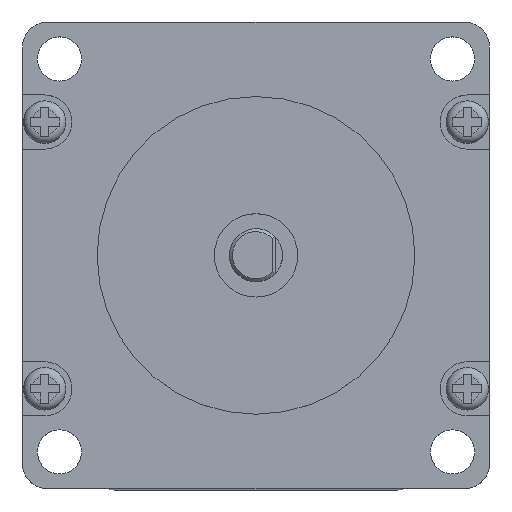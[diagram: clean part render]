
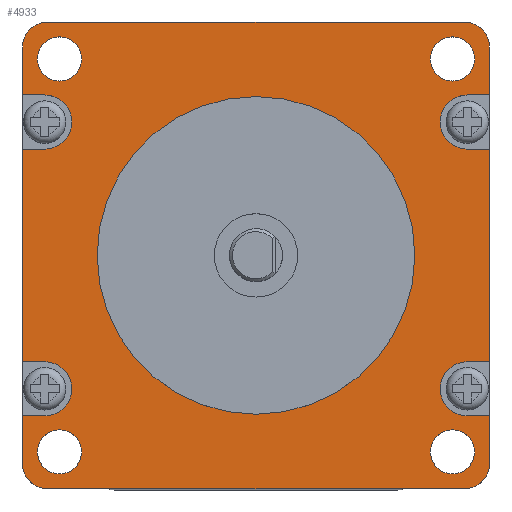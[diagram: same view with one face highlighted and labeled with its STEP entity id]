
A CAD part, top view. The second image highlights one B-rep face of the part: STEP entity #4933.
In plain terms, the highlighted planar face has unit normal (0, 0, 1).
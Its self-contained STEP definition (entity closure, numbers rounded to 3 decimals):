
#168=FACE_BOUND('',#1769,.T.);
#169=FACE_BOUND('',#1770,.T.);
#170=FACE_BOUND('',#1771,.T.);
#171=FACE_BOUND('',#1772,.T.);
#172=FACE_BOUND('',#1773,.T.);
#252=PLANE('',#5381);
#527=LINE('',#7622,#980);
#531=LINE('',#7630,#984);
#535=LINE('',#7638,#988);
#558=LINE('',#7709,#1011);
#567=LINE('',#7726,#1020);
#571=LINE('',#7734,#1024);
#575=LINE('',#7742,#1028);
#586=LINE('',#7768,#1039);
#627=LINE('',#7900,#1080);
#628=LINE('',#7903,#1081);
#629=LINE('',#7905,#1082);
#630=LINE('',#7908,#1083);
#631=LINE('',#7912,#1084);
#632=LINE('',#7915,#1085);
#633=LINE('',#7917,#1086);
#634=LINE('',#7920,#1087);
#980=VECTOR('',#6179,10.);
#984=VECTOR('',#6183,10.);
#988=VECTOR('',#6187,10.);
#1011=VECTOR('',#6252,10.);
#1020=VECTOR('',#6273,10.);
#1024=VECTOR('',#6277,10.);
#1028=VECTOR('',#6281,10.);
#1039=VECTOR('',#6308,10.);
#1080=VECTOR('',#6487,10.);
#1081=VECTOR('',#6490,10.);
#1082=VECTOR('',#6491,10.);
#1083=VECTOR('',#6494,10.);
#1084=VECTOR('',#6499,10.);
#1085=VECTOR('',#6502,10.);
#1086=VECTOR('',#6503,10.);
#1087=VECTOR('',#6506,10.);
#1494=FACE_OUTER_BOUND('',#1768,.T.);
#1768=EDGE_LOOP('',(#4182,#4183,#4184,#4185,#4186,#4187,#4188,#4189,#4190,
#4191,#4192,#4193,#4194,#4195,#4196,#4197,#4198,#4199,#4200,#4201,#4202,
#4203,#4204,#4205));
#1769=EDGE_LOOP('',(#4206));
#1770=EDGE_LOOP('',(#4207));
#1771=EDGE_LOOP('',(#4208));
#1772=EDGE_LOOP('',(#4209));
#1773=EDGE_LOOP('',(#4210));
#2054=CIRCLE('',#5380,3.);
#2055=CIRCLE('',#5382,3.25);
#2056=CIRCLE('',#5383,3.25);
#2057=CIRCLE('',#5384,3.);
#2058=CIRCLE('',#5385,3.);
#2059=CIRCLE('',#5386,3.25);
#2060=CIRCLE('',#5387,3.25);
#2061=CIRCLE('',#5388,3.);
#2062=CIRCLE('',#5389,2.65);
#2063=CIRCLE('',#5390,2.65);
#2064=CIRCLE('',#5391,2.65);
#2065=CIRCLE('',#5392,2.65);
#2066=CIRCLE('',#5393,19.05);
#2347=VERTEX_POINT('',#7619);
#2348=VERTEX_POINT('',#7621);
#2351=VERTEX_POINT('',#7627);
#2352=VERTEX_POINT('',#7629);
#2355=VERTEX_POINT('',#7635);
#2356=VERTEX_POINT('',#7637);
#2382=VERTEX_POINT('',#7706);
#2383=VERTEX_POINT('',#7708);
#2384=VERTEX_POINT('',#7723);
#2385=VERTEX_POINT('',#7725);
#2388=VERTEX_POINT('',#7731);
#2389=VERTEX_POINT('',#7733);
#2392=VERTEX_POINT('',#7739);
#2393=VERTEX_POINT('',#7741);
#2399=VERTEX_POINT('',#7765);
#2400=VERTEX_POINT('',#7767);
#2414=VERTEX_POINT('',#7899);
#2415=VERTEX_POINT('',#7901);
#2416=VERTEX_POINT('',#7904);
#2417=VERTEX_POINT('',#7906);
#2418=VERTEX_POINT('',#7911);
#2419=VERTEX_POINT('',#7913);
#2420=VERTEX_POINT('',#7916);
#2421=VERTEX_POINT('',#7918);
#2422=VERTEX_POINT('',#7922);
#2423=VERTEX_POINT('',#7924);
#2424=VERTEX_POINT('',#7926);
#2425=VERTEX_POINT('',#7928);
#2426=VERTEX_POINT('',#7930);
#2909=EDGE_CURVE('',#2348,#2347,#527,.T.);
#2913=EDGE_CURVE('',#2352,#2351,#531,.T.);
#2917=EDGE_CURVE('',#2356,#2355,#535,.T.);
#2956=EDGE_CURVE('',#2383,#2382,#558,.T.);
#2965=EDGE_CURVE('',#2385,#2384,#567,.T.);
#2969=EDGE_CURVE('',#2389,#2388,#571,.T.);
#2973=EDGE_CURVE('',#2393,#2392,#575,.T.);
#2986=EDGE_CURVE('',#2400,#2399,#586,.T.);
#3039=EDGE_CURVE('',#2393,#2399,#2054,.T.);
#3040=EDGE_CURVE('',#2392,#2414,#627,.T.);
#3041=EDGE_CURVE('',#2414,#2415,#2055,.T.);
#3042=EDGE_CURVE('',#2415,#2389,#628,.T.);
#3043=EDGE_CURVE('',#2388,#2416,#629,.T.);
#3044=EDGE_CURVE('',#2416,#2417,#2056,.T.);
#3045=EDGE_CURVE('',#2417,#2385,#630,.T.);
#3046=EDGE_CURVE('',#2383,#2384,#2057,.T.);
#3047=EDGE_CURVE('',#2356,#2382,#2058,.T.);
#3048=EDGE_CURVE('',#2355,#2418,#631,.T.);
#3049=EDGE_CURVE('',#2418,#2419,#2059,.T.);
#3050=EDGE_CURVE('',#2419,#2352,#632,.T.);
#3051=EDGE_CURVE('',#2351,#2420,#633,.T.);
#3052=EDGE_CURVE('',#2420,#2421,#2060,.T.);
#3053=EDGE_CURVE('',#2421,#2348,#634,.T.);
#3054=EDGE_CURVE('',#2400,#2347,#2061,.T.);
#3055=EDGE_CURVE('',#2422,#2422,#2062,.T.);
#3056=EDGE_CURVE('',#2423,#2423,#2063,.T.);
#3057=EDGE_CURVE('',#2424,#2424,#2064,.T.);
#3058=EDGE_CURVE('',#2425,#2425,#2065,.T.);
#3059=EDGE_CURVE('',#2426,#2426,#2066,.T.);
#4182=ORIENTED_EDGE('',*,*,#3039,.F.);
#4183=ORIENTED_EDGE('',*,*,#2973,.T.);
#4184=ORIENTED_EDGE('',*,*,#3040,.T.);
#4185=ORIENTED_EDGE('',*,*,#3041,.T.);
#4186=ORIENTED_EDGE('',*,*,#3042,.T.);
#4187=ORIENTED_EDGE('',*,*,#2969,.T.);
#4188=ORIENTED_EDGE('',*,*,#3043,.T.);
#4189=ORIENTED_EDGE('',*,*,#3044,.T.);
#4190=ORIENTED_EDGE('',*,*,#3045,.T.);
#4191=ORIENTED_EDGE('',*,*,#2965,.T.);
#4192=ORIENTED_EDGE('',*,*,#3046,.F.);
#4193=ORIENTED_EDGE('',*,*,#2956,.T.);
#4194=ORIENTED_EDGE('',*,*,#3047,.F.);
#4195=ORIENTED_EDGE('',*,*,#2917,.T.);
#4196=ORIENTED_EDGE('',*,*,#3048,.T.);
#4197=ORIENTED_EDGE('',*,*,#3049,.T.);
#4198=ORIENTED_EDGE('',*,*,#3050,.T.);
#4199=ORIENTED_EDGE('',*,*,#2913,.T.);
#4200=ORIENTED_EDGE('',*,*,#3051,.T.);
#4201=ORIENTED_EDGE('',*,*,#3052,.T.);
#4202=ORIENTED_EDGE('',*,*,#3053,.T.);
#4203=ORIENTED_EDGE('',*,*,#2909,.T.);
#4204=ORIENTED_EDGE('',*,*,#3054,.F.);
#4205=ORIENTED_EDGE('',*,*,#2986,.T.);
#4206=ORIENTED_EDGE('',*,*,#3055,.T.);
#4207=ORIENTED_EDGE('',*,*,#3056,.T.);
#4208=ORIENTED_EDGE('',*,*,#3057,.T.);
#4209=ORIENTED_EDGE('',*,*,#3058,.T.);
#4210=ORIENTED_EDGE('',*,*,#3059,.T.);
#4933=ADVANCED_FACE('',(#1494,#168,#169,#170,#171,#172),#252,.T.);
#5380=AXIS2_PLACEMENT_3D('',#7897,#6483,#6484);
#5381=AXIS2_PLACEMENT_3D('',#7898,#6485,#6486);
#5382=AXIS2_PLACEMENT_3D('',#7902,#6488,#6489);
#5383=AXIS2_PLACEMENT_3D('',#7907,#6492,#6493);
#5384=AXIS2_PLACEMENT_3D('',#7909,#6495,#6496);
#5385=AXIS2_PLACEMENT_3D('',#7910,#6497,#6498);
#5386=AXIS2_PLACEMENT_3D('',#7914,#6500,#6501);
#5387=AXIS2_PLACEMENT_3D('',#7919,#6504,#6505);
#5388=AXIS2_PLACEMENT_3D('',#7921,#6507,#6508);
#5389=AXIS2_PLACEMENT_3D('',#7923,#6509,#6510);
#5390=AXIS2_PLACEMENT_3D('',#7925,#6511,#6512);
#5391=AXIS2_PLACEMENT_3D('',#7927,#6513,#6514);
#5392=AXIS2_PLACEMENT_3D('',#7929,#6515,#6516);
#5393=AXIS2_PLACEMENT_3D('',#7931,#6517,#6518);
#6179=DIRECTION('',(0.,-1.,0.));
#6183=DIRECTION('',(0.,-1.,0.));
#6187=DIRECTION('',(0.,-1.,0.));
#6252=DIRECTION('',(-1.,0.,0.));
#6273=DIRECTION('',(0.,1.,0.));
#6277=DIRECTION('',(0.,1.,0.));
#6281=DIRECTION('',(0.,1.,0.));
#6308=DIRECTION('',(1.,0.,0.));
#6483=DIRECTION('center_axis',(0.,0.,-1.));
#6484=DIRECTION('ref_axis',(0.707,-0.707,0.));
#6485=DIRECTION('center_axis',(0.,0.,1.));
#6486=DIRECTION('ref_axis',(1.,0.,0.));
#6487=DIRECTION('',(-1.,0.,0.));
#6488=DIRECTION('center_axis',(0.,0.,-1.));
#6489=DIRECTION('ref_axis',(0.,1.,0.));
#6490=DIRECTION('',(1.,0.,0.));
#6491=DIRECTION('',(-1.,0.,0.));
#6492=DIRECTION('center_axis',(0.,0.,-1.));
#6493=DIRECTION('ref_axis',(0.,1.,0.));
#6494=DIRECTION('',(1.,0.,0.));
#6495=DIRECTION('center_axis',(0.,0.,-1.));
#6496=DIRECTION('ref_axis',(0.707,0.707,0.));
#6497=DIRECTION('center_axis',(0.,0.,-1.));
#6498=DIRECTION('ref_axis',(-0.707,0.707,0.));
#6499=DIRECTION('',(1.,0.,0.));
#6500=DIRECTION('center_axis',(0.,0.,-1.));
#6501=DIRECTION('ref_axis',(0.,-1.,0.));
#6502=DIRECTION('',(-1.,0.,0.));
#6503=DIRECTION('',(1.,0.,0.));
#6504=DIRECTION('center_axis',(0.,0.,-1.));
#6505=DIRECTION('ref_axis',(0.,-1.,0.));
#6506=DIRECTION('',(-1.,0.,0.));
#6507=DIRECTION('center_axis',(0.,0.,-1.));
#6508=DIRECTION('ref_axis',(-0.707,-0.707,0.));
#6509=DIRECTION('center_axis',(0.,0.,-1.));
#6510=DIRECTION('ref_axis',(1.,0.,0.));
#6511=DIRECTION('center_axis',(0.,0.,-1.));
#6512=DIRECTION('ref_axis',(1.,0.,0.));
#6513=DIRECTION('center_axis',(0.,0.,-1.));
#6514=DIRECTION('ref_axis',(1.,0.,0.));
#6515=DIRECTION('center_axis',(0.,0.,-1.));
#6516=DIRECTION('ref_axis',(1.,0.,0.));
#6517=DIRECTION('center_axis',(0.,0.,-1.));
#6518=DIRECTION('ref_axis',(1.,0.,0.));
#7619=CARTESIAN_POINT('',(-28.,-25.,0.));
#7621=CARTESIAN_POINT('',(-28.,-19.25,0.));
#7622=CARTESIAN_POINT('',(-28.,28.,0.));
#7627=CARTESIAN_POINT('',(-28.,-12.75,0.));
#7629=CARTESIAN_POINT('',(-28.,12.75,0.));
#7630=CARTESIAN_POINT('',(-28.,28.,0.));
#7635=CARTESIAN_POINT('',(-28.,19.25,0.));
#7637=CARTESIAN_POINT('',(-28.,25.,0.));
#7638=CARTESIAN_POINT('',(-28.,28.,0.));
#7706=CARTESIAN_POINT('',(-25.,28.,0.));
#7708=CARTESIAN_POINT('',(25.,28.,0.));
#7709=CARTESIAN_POINT('',(28.,28.,0.));
#7723=CARTESIAN_POINT('',(28.,25.,0.));
#7725=CARTESIAN_POINT('',(28.,19.25,0.));
#7726=CARTESIAN_POINT('',(28.,-28.,0.));
#7731=CARTESIAN_POINT('',(28.,12.75,0.));
#7733=CARTESIAN_POINT('',(28.,-12.75,0.));
#7734=CARTESIAN_POINT('',(28.,-28.,0.));
#7739=CARTESIAN_POINT('',(28.,-19.25,0.));
#7741=CARTESIAN_POINT('',(28.,-25.,0.));
#7742=CARTESIAN_POINT('',(28.,-28.,0.));
#7765=CARTESIAN_POINT('',(25.,-28.,0.));
#7767=CARTESIAN_POINT('',(-25.,-28.,0.));
#7768=CARTESIAN_POINT('',(-28.,-28.,0.));
#7897=CARTESIAN_POINT('Origin',(25.,-25.,0.));
#7898=CARTESIAN_POINT('Origin',(0.,0.,0.));
#7899=CARTESIAN_POINT('',(25.35,-19.25,0.));
#7900=CARTESIAN_POINT('',(14.,-19.25,0.));
#7901=CARTESIAN_POINT('',(25.35,-12.75,0.));
#7902=CARTESIAN_POINT('Origin',(25.35,-16.,0.));
#7903=CARTESIAN_POINT('',(12.675,-12.75,0.));
#7904=CARTESIAN_POINT('',(25.35,12.75,0.));
#7905=CARTESIAN_POINT('',(14.,12.75,0.));
#7906=CARTESIAN_POINT('',(25.35,19.25,0.));
#7907=CARTESIAN_POINT('Origin',(25.35,16.,0.));
#7908=CARTESIAN_POINT('',(12.675,19.25,0.));
#7909=CARTESIAN_POINT('Origin',(25.,25.,0.));
#7910=CARTESIAN_POINT('Origin',(-25.,25.,0.));
#7911=CARTESIAN_POINT('',(-25.35,19.25,0.));
#7912=CARTESIAN_POINT('',(-14.,19.25,0.));
#7913=CARTESIAN_POINT('',(-25.35,12.75,0.));
#7914=CARTESIAN_POINT('Origin',(-25.35,16.,0.));
#7915=CARTESIAN_POINT('',(-12.675,12.75,0.));
#7916=CARTESIAN_POINT('',(-25.35,-12.75,0.));
#7917=CARTESIAN_POINT('',(-14.,-12.75,0.));
#7918=CARTESIAN_POINT('',(-25.35,-19.25,0.));
#7919=CARTESIAN_POINT('Origin',(-25.35,-16.,0.));
#7920=CARTESIAN_POINT('',(-12.675,-19.25,0.));
#7921=CARTESIAN_POINT('Origin',(-25.,-25.,0.));
#7922=CARTESIAN_POINT('',(20.92,-23.57,0.));
#7923=CARTESIAN_POINT('Origin',(23.57,-23.57,0.));
#7924=CARTESIAN_POINT('',(-26.22,23.57,0.));
#7925=CARTESIAN_POINT('Origin',(-23.57,23.57,0.));
#7926=CARTESIAN_POINT('',(20.92,23.57,0.));
#7927=CARTESIAN_POINT('Origin',(23.57,23.57,0.));
#7928=CARTESIAN_POINT('',(-26.22,-23.57,0.));
#7929=CARTESIAN_POINT('Origin',(-23.57,-23.57,0.));
#7930=CARTESIAN_POINT('',(-19.05,0.,0.));
#7931=CARTESIAN_POINT('Origin',(0.,0.,0.));
